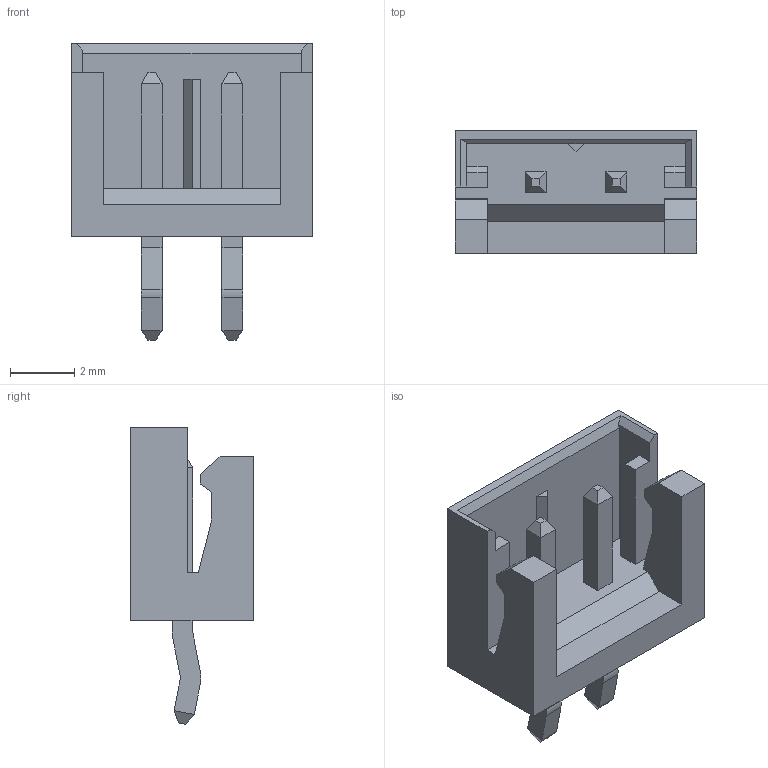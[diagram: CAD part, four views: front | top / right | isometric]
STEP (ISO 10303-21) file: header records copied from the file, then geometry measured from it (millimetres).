
FILE_DESCRIPTION( ( 'Unknown' ), '1' );
FILE_NAME( '68800211622.stp', 'Unknown', ( 'Unknown' ), ( 'Unknown' ), 'PSStep 21.0.46', 'Unknown', ' ' );
FILE_SCHEMA( ( 'AUTOMOTIVE_DESIGN { 1 0 10303 214 1 1 1 1 }' ) );
Length unit declared in the file: millimetre
Products named in the file (3): Assem1; Pin 1; 68800211622
Assembly tree (3 placements, depth 2):
  Assem1
    Pin 1  x2
    68800211622
Bounding box: 7.5 x 3.8 x 9.21 mm (x, y, z)
Volume: 75.3 mm3; surface area: 278.5 mm2
Topology: 3 solids, 3 shells, 122 faces, 320 edges, 208 vertices
Faces by surface type: plane 114, cylinder 8
Entity records: 3744 total; most frequent: CARTESIAN_POINT 523, ORIENTED_EDGE 512, DIRECTION 462, EDGE_CURVE 256, LINE 248, VECTOR 248, VERTEX_POINT 168, AXIS2_PLACEMENT_3D 107
